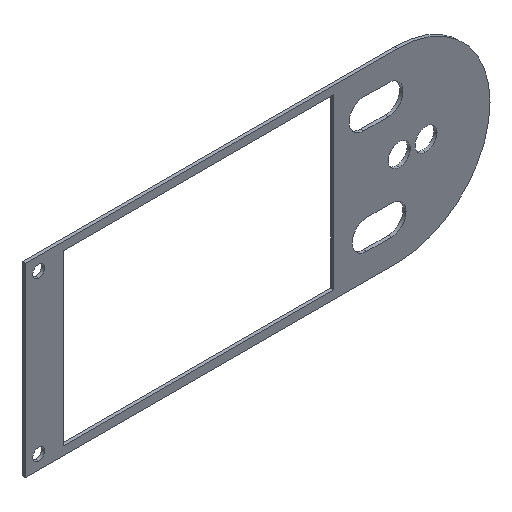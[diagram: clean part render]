
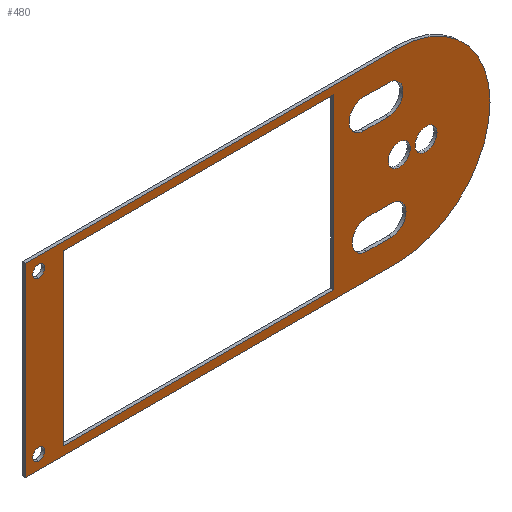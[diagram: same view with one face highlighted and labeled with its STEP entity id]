
A CAD part, isometric view. The second image highlights one B-rep face of the part: STEP entity #480.
In plain terms, the highlighted planar face has unit normal (0, -1, 0).
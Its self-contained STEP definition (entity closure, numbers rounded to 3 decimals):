
#1=CARTESIAN_POINT('',(236.7,0.,0.));
#2=DIRECTION('',(0.,1.,0.));
#3=DIRECTION('',(0.,0.,1.));
#4=AXIS2_PLACEMENT_3D('',#1,#2,#3);
#6=DIRECTION('',(-1.,0.,0.));
#7=VECTOR('',#6,236.7);
#8=CARTESIAN_POINT('',(236.7,0.,-59.));
#9=LINE('',#8,#7);
#10=DIRECTION('',(0.,0.,1.));
#11=VECTOR('',#10,118.);
#12=CARTESIAN_POINT('',(0.,0.,-59.));
#13=LINE('',#12,#11);
#14=DIRECTION('',(1.,0.,0.));
#15=VECTOR('',#14,236.7);
#16=CARTESIAN_POINT('',(0.,0.,59.));
#17=LINE('',#16,#15);
#18=CARTESIAN_POINT('',(8.6,0.,-50.4));
#19=DIRECTION('',(0.,1.,0.));
#20=DIRECTION('',(0.,0.,1.));
#21=AXIS2_PLACEMENT_3D('',#18,#19,#20);
#23=CARTESIAN_POINT('',(8.6,0.,-50.4));
#24=DIRECTION('',(0.,1.,0.));
#25=DIRECTION('',(0.,0.,-1.));
#26=AXIS2_PLACEMENT_3D('',#23,#24,#25);
#28=CARTESIAN_POINT('',(8.6,0.,50.4));
#29=DIRECTION('',(0.,1.,0.));
#30=DIRECTION('',(0.,0.,1.));
#31=AXIS2_PLACEMENT_3D('',#28,#29,#30);
#33=CARTESIAN_POINT('',(8.6,0.,50.4));
#34=DIRECTION('',(0.,1.,0.));
#35=DIRECTION('',(0.,0.,-1.));
#36=AXIS2_PLACEMENT_3D('',#33,#34,#35);
#38=DIRECTION('',(-1.,0.,0.));
#39=VECTOR('',#38,172.);
#40=CARTESIAN_POINT('',(196.4,0.,-53.75));
#41=LINE('',#40,#39);
#42=DIRECTION('',(0.,0.,-1.));
#43=VECTOR('',#42,107.5);
#44=CARTESIAN_POINT('',(196.4,0.,53.75));
#45=LINE('',#44,#43);
#46=DIRECTION('',(1.,0.,0.));
#47=VECTOR('',#46,172.);
#48=CARTESIAN_POINT('',(24.4,0.,53.75));
#49=LINE('',#48,#47);
#50=DIRECTION('',(0.,0.,1.));
#51=VECTOR('',#50,107.5);
#52=CARTESIAN_POINT('',(24.4,0.,-53.75));
#53=LINE('',#52,#51);
#54=CARTESIAN_POINT('',(232.95,0.,-33.65));
#55=DIRECTION('',(0.,1.,0.));
#56=DIRECTION('',(0.,0.,1.));
#57=AXIS2_PLACEMENT_3D('',#54,#55,#56);
#59=DIRECTION('',(1.,0.,0.));
#60=VECTOR('',#59,15.6);
#61=CARTESIAN_POINT('',(217.35,0.,-24.3));
#62=LINE('',#61,#60);
#63=CARTESIAN_POINT('',(217.35,0.,-33.65));
#64=DIRECTION('',(0.,1.,0.));
#65=DIRECTION('',(0.,0.,-1.));
#66=AXIS2_PLACEMENT_3D('',#63,#64,#65);
#68=DIRECTION('',(-1.,0.,0.));
#69=VECTOR('',#68,15.6);
#70=CARTESIAN_POINT('',(232.95,0.,-43.));
#71=LINE('',#70,#69);
#72=CARTESIAN_POINT('',(231.,0.,33.65));
#73=DIRECTION('',(0.,1.,0.));
#74=DIRECTION('',(0.,0.,1.));
#75=AXIS2_PLACEMENT_3D('',#72,#73,#74);
#77=DIRECTION('',(1.,0.,0.));
#78=VECTOR('',#77,15.6);
#79=CARTESIAN_POINT('',(215.4,0.,43.));
#80=LINE('',#79,#78);
#81=CARTESIAN_POINT('',(215.4,0.,33.65));
#82=DIRECTION('',(0.,1.,0.));
#83=DIRECTION('',(0.,0.,-1.));
#84=AXIS2_PLACEMENT_3D('',#81,#82,#83);
#86=DIRECTION('',(-1.,0.,0.));
#87=VECTOR('',#86,15.6);
#88=CARTESIAN_POINT('',(231.,0.,24.3));
#89=LINE('',#88,#87);
#90=CARTESIAN_POINT('',(238.,0.,0.));
#91=DIRECTION('',(0.,1.,0.));
#92=DIRECTION('',(0.,0.,1.));
#93=AXIS2_PLACEMENT_3D('',#90,#91,#92);
#95=CARTESIAN_POINT('',(238.,0.,0.));
#96=DIRECTION('',(0.,1.,0.));
#97=DIRECTION('',(0.,0.,-1.));
#98=AXIS2_PLACEMENT_3D('',#95,#96,#97);
#100=CARTESIAN_POINT('',(255.,0.,0.));
#101=DIRECTION('',(0.,1.,0.));
#102=DIRECTION('',(0.,0.,1.));
#103=AXIS2_PLACEMENT_3D('',#100,#101,#102);
#105=CARTESIAN_POINT('',(255.,0.,0.));
#106=DIRECTION('',(0.,1.,0.));
#107=DIRECTION('',(0.,0.,-1.));
#108=AXIS2_PLACEMENT_3D('',#105,#106,#107);
#315=CARTESIAN_POINT('',(236.7,0.,59.));
#316=CARTESIAN_POINT('',(236.7,0.,-59.));
#317=VERTEX_POINT('',#315);
#318=VERTEX_POINT('',#316);
#319=CARTESIAN_POINT('',(0.,0.,-59.));
#320=VERTEX_POINT('',#319);
#321=CARTESIAN_POINT('',(0.,0.,59.));
#322=VERTEX_POINT('',#321);
#331=CARTESIAN_POINT('',(8.6,0.,-46.6));
#332=CARTESIAN_POINT('',(8.6,0.,-54.2));
#333=VERTEX_POINT('',#331);
#334=VERTEX_POINT('',#332);
#335=CARTESIAN_POINT('',(8.6,0.,54.2));
#336=CARTESIAN_POINT('',(8.6,0.,46.6));
#337=VERTEX_POINT('',#335);
#338=VERTEX_POINT('',#336);
#347=CARTESIAN_POINT('',(196.4,0.,-53.75));
#348=CARTESIAN_POINT('',(24.4,0.,-53.75));
#349=VERTEX_POINT('',#347);
#350=VERTEX_POINT('',#348);
#351=CARTESIAN_POINT('',(24.4,0.,53.75));
#352=VERTEX_POINT('',#351);
#353=CARTESIAN_POINT('',(196.4,0.,53.75));
#354=VERTEX_POINT('',#353);
#363=CARTESIAN_POINT('',(232.95,0.,-24.3));
#364=CARTESIAN_POINT('',(232.95,0.,-43.));
#365=VERTEX_POINT('',#363);
#366=VERTEX_POINT('',#364);
#367=CARTESIAN_POINT('',(217.35,0.,-43.));
#368=VERTEX_POINT('',#367);
#369=CARTESIAN_POINT('',(217.35,0.,-24.3));
#370=VERTEX_POINT('',#369);
#371=CARTESIAN_POINT('',(231.,0.,43.));
#372=CARTESIAN_POINT('',(231.,0.,24.3));
#373=VERTEX_POINT('',#371);
#374=VERTEX_POINT('',#372);
#375=CARTESIAN_POINT('',(215.4,0.,24.3));
#376=VERTEX_POINT('',#375);
#377=CARTESIAN_POINT('',(215.4,0.,43.));
#378=VERTEX_POINT('',#377);
#395=CARTESIAN_POINT('',(238.,0.,7.));
#396=CARTESIAN_POINT('',(238.,0.,-7.));
#397=VERTEX_POINT('',#395);
#398=VERTEX_POINT('',#396);
#399=CARTESIAN_POINT('',(255.,0.,7.));
#400=CARTESIAN_POINT('',(255.,0.,-7.));
#401=VERTEX_POINT('',#399);
#402=VERTEX_POINT('',#400);
#411=CARTESIAN_POINT('',(0.,0.,0.));
#412=DIRECTION('',(0.,1.,0.));
#413=DIRECTION('',(0.,0.,1.));
#414=AXIS2_PLACEMENT_3D('',#411,#412,#413);
#415=PLANE('',#414);
#417=ORIENTED_EDGE('',*,*,#416,.T.);
#419=ORIENTED_EDGE('',*,*,#418,.T.);
#421=ORIENTED_EDGE('',*,*,#420,.T.);
#423=ORIENTED_EDGE('',*,*,#422,.T.);
#424=EDGE_LOOP('',(#417,#419,#421,#423));
#425=FACE_OUTER_BOUND('',#424,.F.);
#427=ORIENTED_EDGE('',*,*,#426,.F.);
#429=ORIENTED_EDGE('',*,*,#428,.F.);
#430=EDGE_LOOP('',(#427,#429));
#431=FACE_BOUND('',#430,.F.);
#433=ORIENTED_EDGE('',*,*,#432,.F.);
#435=ORIENTED_EDGE('',*,*,#434,.F.);
#436=EDGE_LOOP('',(#433,#435));
#437=FACE_BOUND('',#436,.F.);
#439=ORIENTED_EDGE('',*,*,#438,.F.);
#441=ORIENTED_EDGE('',*,*,#440,.F.);
#443=ORIENTED_EDGE('',*,*,#442,.F.);
#445=ORIENTED_EDGE('',*,*,#444,.F.);
#446=EDGE_LOOP('',(#439,#441,#443,#445));
#447=FACE_BOUND('',#446,.F.);
#449=ORIENTED_EDGE('',*,*,#448,.F.);
#451=ORIENTED_EDGE('',*,*,#450,.F.);
#453=ORIENTED_EDGE('',*,*,#452,.F.);
#455=ORIENTED_EDGE('',*,*,#454,.F.);
#456=EDGE_LOOP('',(#449,#451,#453,#455));
#457=FACE_BOUND('',#456,.F.);
#459=ORIENTED_EDGE('',*,*,#458,.F.);
#461=ORIENTED_EDGE('',*,*,#460,.F.);
#463=ORIENTED_EDGE('',*,*,#462,.F.);
#465=ORIENTED_EDGE('',*,*,#464,.F.);
#466=EDGE_LOOP('',(#459,#461,#463,#465));
#467=FACE_BOUND('',#466,.F.);
#469=ORIENTED_EDGE('',*,*,#468,.F.);
#471=ORIENTED_EDGE('',*,*,#470,.F.);
#472=EDGE_LOOP('',(#469,#471));
#473=FACE_BOUND('',#472,.F.);
#475=ORIENTED_EDGE('',*,*,#474,.F.);
#477=ORIENTED_EDGE('',*,*,#476,.F.);
#478=EDGE_LOOP('',(#475,#477));
#479=FACE_BOUND('',#478,.F.);
#5=CIRCLE('',#4,59.);
#22=CIRCLE('',#21,3.8);
#27=CIRCLE('',#26,3.8);
#32=CIRCLE('',#31,3.8);
#37=CIRCLE('',#36,3.8);
#58=CIRCLE('',#57,9.35);
#67=CIRCLE('',#66,9.35);
#76=CIRCLE('',#75,9.35);
#85=CIRCLE('',#84,9.35);
#94=CIRCLE('',#93,7.);
#99=CIRCLE('',#98,7.);
#104=CIRCLE('',#103,7.);
#109=CIRCLE('',#108,7.);
#416=EDGE_CURVE('',#317,#318,#5,.T.);
#418=EDGE_CURVE('',#318,#320,#9,.T.);
#420=EDGE_CURVE('',#320,#322,#13,.T.);
#422=EDGE_CURVE('',#322,#317,#17,.T.);
#426=EDGE_CURVE('',#333,#334,#22,.T.);
#428=EDGE_CURVE('',#334,#333,#27,.T.);
#432=EDGE_CURVE('',#337,#338,#32,.T.);
#434=EDGE_CURVE('',#338,#337,#37,.T.);
#438=EDGE_CURVE('',#349,#350,#41,.T.);
#440=EDGE_CURVE('',#354,#349,#45,.T.);
#442=EDGE_CURVE('',#352,#354,#49,.T.);
#444=EDGE_CURVE('',#350,#352,#53,.T.);
#448=EDGE_CURVE('',#365,#366,#58,.T.);
#450=EDGE_CURVE('',#370,#365,#62,.T.);
#452=EDGE_CURVE('',#368,#370,#67,.T.);
#454=EDGE_CURVE('',#366,#368,#71,.T.);
#458=EDGE_CURVE('',#373,#374,#76,.T.);
#460=EDGE_CURVE('',#378,#373,#80,.T.);
#462=EDGE_CURVE('',#376,#378,#85,.T.);
#464=EDGE_CURVE('',#374,#376,#89,.T.);
#468=EDGE_CURVE('',#397,#398,#94,.T.);
#470=EDGE_CURVE('',#398,#397,#99,.T.);
#474=EDGE_CURVE('',#401,#402,#104,.T.);
#476=EDGE_CURVE('',#402,#401,#109,.T.);
#480=ADVANCED_FACE('',(#425,#431,#437,#447,#457,#467,#473,#479),#415,.F.);
